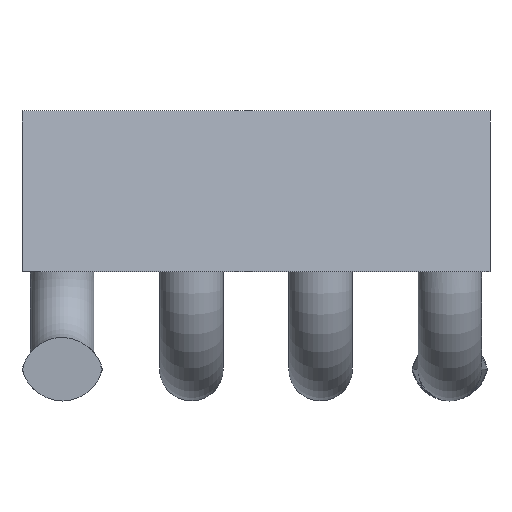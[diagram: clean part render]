
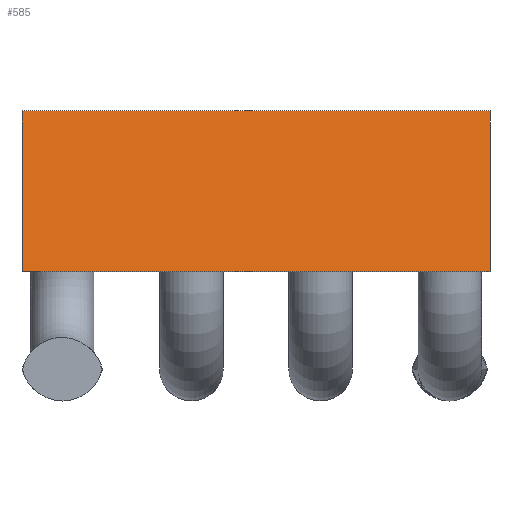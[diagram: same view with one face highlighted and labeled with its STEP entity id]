
A CAD part, left-side view. The second image highlights one B-rep face of the part: STEP entity #585.
In plain terms, the highlighted face is planar.
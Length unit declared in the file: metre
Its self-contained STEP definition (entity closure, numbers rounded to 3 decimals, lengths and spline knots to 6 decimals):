
#25=PLANE('',#623);
#40=LINE('',#1715,#66);
#49=LINE('',#1733,#75);
#50=LINE('',#1735,#76);
#51=LINE('',#1737,#77);
#66=VECTOR('',#691,1.);
#75=VECTOR('',#704,1.);
#76=VECTOR('',#707,1.);
#77=VECTOR('',#708,1.);
#197=ORIENTED_EDGE('',*,*,#269,.T.);
#198=ORIENTED_EDGE('',*,*,#270,.F.);
#199=ORIENTED_EDGE('',*,*,#271,.F.);
#200=ORIENTED_EDGE('',*,*,#260,.T.);
#260=EDGE_CURVE('',#301,#300,#40,.T.);
#269=EDGE_CURVE('',#300,#307,#49,.T.);
#270=EDGE_CURVE('',#308,#307,#50,.T.);
#271=EDGE_CURVE('',#301,#308,#51,.T.);
#300=VERTEX_POINT('',#1714);
#301=VERTEX_POINT('',#1716);
#307=VERTEX_POINT('',#1732);
#308=VERTEX_POINT('',#1736);
#349=EDGE_LOOP('',(#197,#198,#199,#200));
#378=FACE_BOUND('',#349,.T.);
#585=ADVANCED_FACE('',(#378),#25,.F.);
#623=AXIS2_PLACEMENT_3D('',#1734,#705,#706);
#691=DIRECTION('',(0.,0.,-1.));
#704=DIRECTION('',(0.985,0.174,0.));
#705=DIRECTION('',(-0.174,0.985,0.));
#706=DIRECTION('',(-0.985,-0.174,0.));
#707=DIRECTION('',(0.,0.,-1.));
#708=DIRECTION('',(0.985,0.174,0.));
#1714=CARTESIAN_POINT('',(0.,-0.00071,-0.001075));
#1715=CARTESIAN_POINT('',(0.,-0.00071,0.001135));
#1716=CARTESIAN_POINT('',(0.,-0.00071,0.001135));
#1732=CARTESIAN_POINT('',(0.00076,-0.000576,-0.001075));
#1733=CARTESIAN_POINT('',(0.,-0.00071,-0.001075));
#1734=CARTESIAN_POINT('',(0.,-0.00071,0.001135));
#1735=CARTESIAN_POINT('',(0.00076,-0.000576,0.001135));
#1736=CARTESIAN_POINT('',(0.00076,-0.000576,0.001135));
#1737=CARTESIAN_POINT('',(0.,-0.00071,0.001135));
